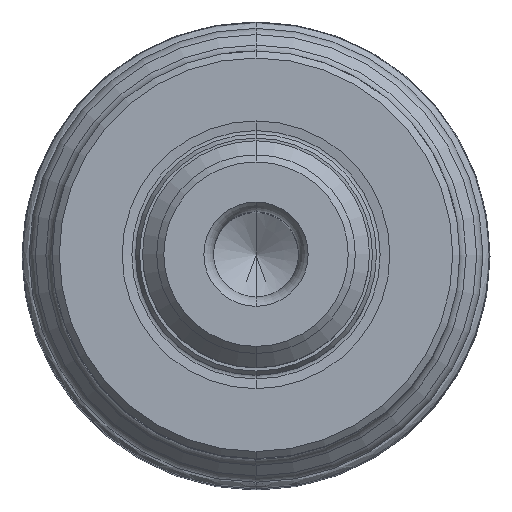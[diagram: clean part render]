
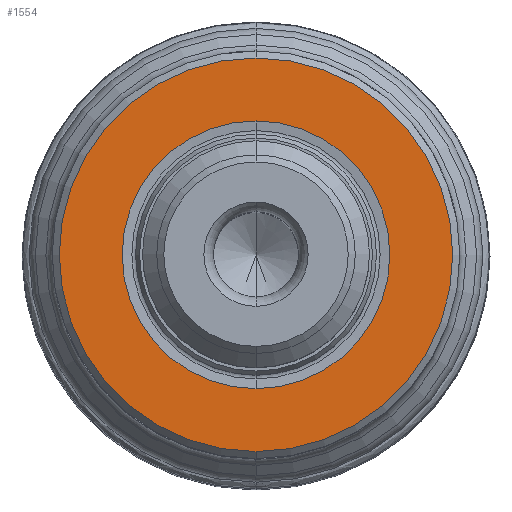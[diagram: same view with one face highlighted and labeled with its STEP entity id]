
A CAD part, top view. The second image highlights one B-rep face of the part: STEP entity #1554.
In plain terms, the highlighted face is planar.
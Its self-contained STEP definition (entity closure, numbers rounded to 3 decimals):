
#461=CARTESIAN_POINT('',(0.,0.,0.));
#462=DIRECTION('',(0.,0.,1.));
#463=DIRECTION('',(0.,1.,0.));
#464=AXIS2_PLACEMENT_3D('',#461,#462,#463);
#469=CARTESIAN_POINT('',(0.,0.,0.));
#470=DIRECTION('',(0.,0.,-1.));
#471=DIRECTION('',(0.,1.,0.));
#472=AXIS2_PLACEMENT_3D('',#469,#470,#471);
#477=CARTESIAN_POINT('',(0.,0.,0.));
#478=DIRECTION('',(0.,0.,-1.));
#479=DIRECTION('',(0.,1.,0.));
#480=AXIS2_PLACEMENT_3D('',#477,#478,#479);
#485=CARTESIAN_POINT('',(0.,0.,0.));
#486=DIRECTION('',(0.,0.,1.));
#487=DIRECTION('',(0.,1.,0.));
#488=AXIS2_PLACEMENT_3D('',#485,#486,#487);
#1027=CARTESIAN_POINT('',(0.,9.44,0.));
#1028=VERTEX_POINT('',#1027);
#1029=CARTESIAN_POINT('',(0.,13.875,0.));
#1031=VERTEX_POINT('',#1029);
#1061=CARTESIAN_POINT('',(0.,-9.44,0.));
#1062=VERTEX_POINT('',#1061);
#1063=CARTESIAN_POINT('',(0.,-13.875,0.));
#1065=VERTEX_POINT('',#1063);
#1539=CARTESIAN_POINT('',(0.,0.,0.));
#1540=DIRECTION('',(0.,0.,-1.));
#1541=DIRECTION('',(0.,-1.,0.));
#1542=AXIS2_PLACEMENT_3D('',#1539,#1540,#1541);
#1543=PLANE('',#1542);
#1544=ORIENTED_EDGE('',*,*,#1521,.T.);
#1545=ORIENTED_EDGE('',*,*,#1532,.F.);
#1546=EDGE_LOOP('',(#1544,#1545));
#1547=FACE_OUTER_BOUND('',#1546,.F.);
#1549=ORIENTED_EDGE('',*,*,#1548,.T.);
#1551=ORIENTED_EDGE('',*,*,#1550,.F.);
#1552=EDGE_LOOP('',(#1549,#1551));
#1553=FACE_BOUND('',#1552,.F.);
#1554=ADVANCED_FACE('',(#1547,#1553),#1543,.T.);
#465=CIRCLE('',#464,13.875);
#473=CIRCLE('',#472,13.875);
#481=CIRCLE('',#480,9.44);
#489=CIRCLE('',#488,9.44);
#1521=EDGE_CURVE('',#1031,#1065,#465,.T.);
#1532=EDGE_CURVE('',#1031,#1065,#473,.T.);
#1548=EDGE_CURVE('',#1028,#1062,#481,.T.);
#1550=EDGE_CURVE('',#1028,#1062,#489,.T.);
